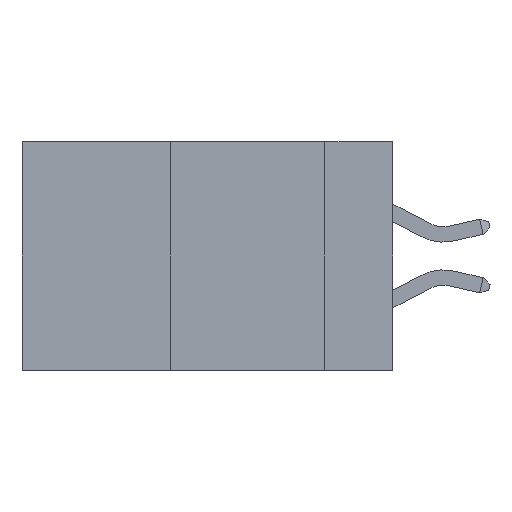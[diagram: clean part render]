
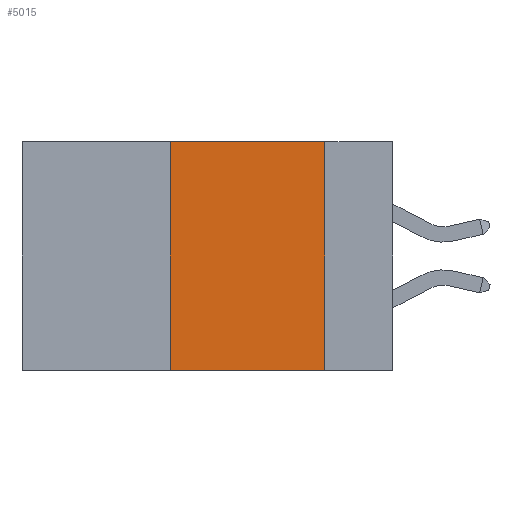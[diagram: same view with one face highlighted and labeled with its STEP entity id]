
A CAD part, left-side view. The second image highlights one B-rep face of the part: STEP entity #5015.
In plain terms, the highlighted planar face has unit normal (-1, 0, 0).
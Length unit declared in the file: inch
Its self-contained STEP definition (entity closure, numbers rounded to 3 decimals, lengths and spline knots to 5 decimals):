
#172 = VERTEX_POINT ( 'NONE', #2714 ) ;
#304 = DIRECTION ( 'NONE',  ( 1., 0., 0. ) ) ;
#583 = EDGE_CURVE ( 'NONE', #1955, #172, #3658, .T. ) ;
#591 = VECTOR ( 'NONE', #7819, 39.37008 ) ;
#894 = VECTOR ( 'NONE', #8416, 39.37008 ) ;
#1049 = AXIS2_PLACEMENT_3D ( 'NONE', #7658, #304, #6101 ) ;
#1189 = ORIENTED_EDGE ( 'NONE', *, *, #583, .F. ) ;
#1199 = ORIENTED_EDGE ( 'NONE', *, *, #9217, .F. ) ;
#1216 = ORIENTED_EDGE ( 'NONE', *, *, #9977, .F. ) ;
#1243 = ORIENTED_EDGE ( 'NONE', *, *, #8426, .T. ) ;
#1559 = VECTOR ( 'NONE', #9011, 39.37008 ) ;
#1955 = VERTEX_POINT ( 'NONE', #4702 ) ;
#2394 = DIRECTION ( 'NONE',  ( 0., 0., 1. ) ) ;
#2647 = VERTEX_POINT ( 'NONE', #10193 ) ;
#2714 = CARTESIAN_POINT ( 'NONE',  ( 0., 0.11, -0.37 ) ) ;
#2923 = EDGE_LOOP ( 'NONE', ( #1189, #1199, #1216, #1243 ) ) ;
#3658 = LINE ( 'NONE', #8163, #894 ) ;
#3774 = LINE ( 'NONE', #5870, #1559 ) ;
#3852 = CARTESIAN_POINT ( 'NONE',  ( 0., 0.6, 0. ) ) ;
#4702 = CARTESIAN_POINT ( 'NONE',  ( 0., 0.11, 0. ) ) ;
#5015 = ADVANCED_FACE ( 'NONE', ( #7599 ), #5346, .F. ) ;
#5346 = PLANE ( 'NONE',  #1049 ) ;
#5870 = CARTESIAN_POINT ( 'NONE',  ( 0., 0.6, -0.37 ) ) ;
#5899 = VECTOR ( 'NONE', #2394, 39.37008 ) ;
#6101 = DIRECTION ( 'NONE',  ( 0., 0., -1. ) ) ;
#6375 = LINE ( 'NONE', #7211, #5899 ) ;
#6648 = CARTESIAN_POINT ( 'NONE',  ( 0., 0.36, 0. ) ) ;
#7211 = CARTESIAN_POINT ( 'NONE',  ( 0., 0.36, 0. ) ) ;
#7599 = FACE_OUTER_BOUND ( 'NONE', #2923, .T. ) ;
#7658 = CARTESIAN_POINT ( 'NONE',  ( 0., 0.6, 0. ) ) ;
#7819 = DIRECTION ( 'NONE',  ( 0., -1., 0. ) ) ;
#8163 = CARTESIAN_POINT ( 'NONE',  ( 0., 0.11, 0. ) ) ;
#8416 = DIRECTION ( 'NONE',  ( 0., 0., -1. ) ) ;
#8426 = EDGE_CURVE ( 'NONE', #2647, #172, #3774, .T. ) ;
#8985 = LINE ( 'NONE', #3852, #591 ) ;
#9011 = DIRECTION ( 'NONE',  ( 0., -1., 0. ) ) ;
#9217 = EDGE_CURVE ( 'NONE', #10162, #1955, #8985, .T. ) ;
#9977 = EDGE_CURVE ( 'NONE', #2647, #10162, #6375, .T. ) ;
#10162 = VERTEX_POINT ( 'NONE', #6648 ) ;
#10193 = CARTESIAN_POINT ( 'NONE',  ( 0., 0.36, -0.37 ) ) ;
